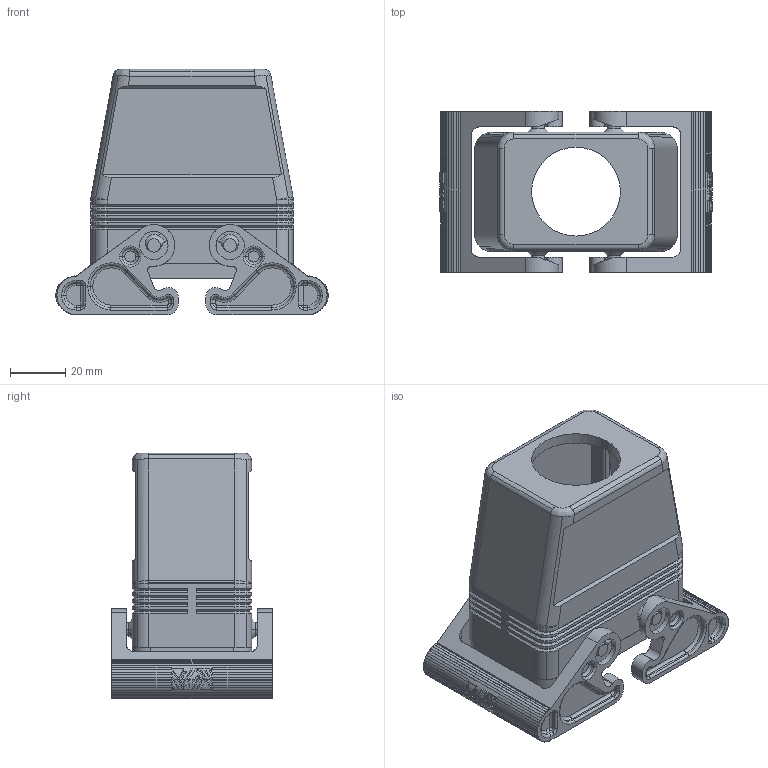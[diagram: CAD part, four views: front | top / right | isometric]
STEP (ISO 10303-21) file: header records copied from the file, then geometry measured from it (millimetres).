
FILE_DESCRIPTION(('CoCreate Modeling STEP Export'),'2;1');
FILE_NAME('MFVN 10 G32.stp','2011-04-19T13:31:04',(''),(''),'CoCreate Modeling STEP processor for AP214 (Solid Model)','CoCreate Modeling 16.00A 16-Aug-2008 (C) Parametric Technology GmbH','');
FILE_SCHEMA(('AUTOMOTIVE_DESIGN { 1 0 10303 214 1 1 1 1 }'));
Length unit declared in the file: millimetre
Products named in the file (2): MFVN_10_G32
Assembly tree (1 placements, depth 2):
  MFVN_10_G32
    MFVN_10_G32
Bounding box: 98.1 x 58 x 88.5 mm (x, y, z)
Surface area: 52095.6 mm2 (no closed solid volume)
Topology: 0 solids, 1 shells, 1078 faces, 2846 edges, 1776 vertices
Faces by surface type: plane 526, cylinder 408, torus 88, cone 48, bspline 4, sphere 4
Entity records: 39124 total; most frequent: CARTESIAN_POINT 5703, ORIENTED_EDGE 5654, DIRECTION 4828, EDGE_CURVE 2838, VERTEX_POINT 1776, AXIS2_PLACEMENT_3D 1653, VECTOR 1522, LINE 1522
